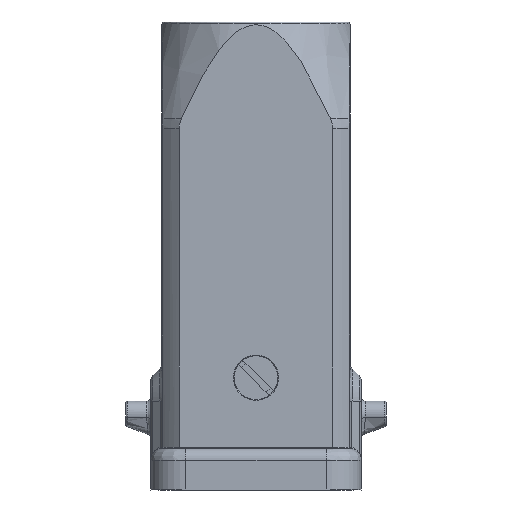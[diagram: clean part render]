
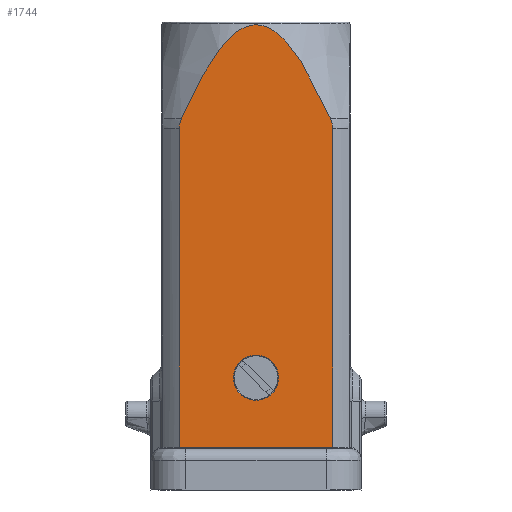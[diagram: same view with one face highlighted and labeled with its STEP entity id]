
A CAD part, left-side view. The second image highlights one B-rep face of the part: STEP entity #1744.
In plain terms, the highlighted planar face has unit normal (-1, 0, 0).
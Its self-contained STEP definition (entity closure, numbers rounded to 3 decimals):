
#1744=ADVANCED_FACE('',(#2079,#2080),#1929,.T.);
#1929=PLANE('',#8214);
#2079=FACE_BOUND('',#2359,.T.);
#2080=FACE_BOUND('',#2360,.T.);
#2359=EDGE_LOOP('',(#3685));
#2360=EDGE_LOOP('',(#3686,#3687,#3688,#3689,#3690,#3691));
#3685=ORIENTED_EDGE('',*,*,#5173,.T.);
#3686=ORIENTED_EDGE('',*,*,#5614,.T.);
#3687=ORIENTED_EDGE('',*,*,#5072,.T.);
#3688=ORIENTED_EDGE('',*,*,#5076,.T.);
#3689=ORIENTED_EDGE('',*,*,#5615,.T.);
#3690=ORIENTED_EDGE('',*,*,#5616,.T.);
#3691=ORIENTED_EDGE('',*,*,#5602,.T.);
#4477=VERTEX_POINT('',#10724);
#4478=VERTEX_POINT('',#10726);
#4480=VERTEX_POINT('',#10742);
#4553=VERTEX_POINT('',#12195);
#4810=VERTEX_POINT('',#16902);
#4811=VERTEX_POINT('',#16907);
#4816=VERTEX_POINT('',#17142);
#5072=EDGE_CURVE('',#4478,#4477,#6781,.T.);
#5076=EDGE_CURVE('',#4477,#4480,#5906,.T.);
#5173=EDGE_CURVE('',#4553,#4553,#6187,.T.);
#5602=EDGE_CURVE('',#4811,#4810,#6124,.T.);
#5614=EDGE_CURVE('',#4810,#4478,#6903,.T.);
#5615=EDGE_CURVE('',#4480,#4816,#6131,.T.);
#5616=EDGE_CURVE('',#4816,#4811,#6132,.T.);
#5906=B_SPLINE_CURVE_WITH_KNOTS('',3,(#10743,#10744,#10745,#10746),
 .UNSPECIFIED.,.F.,.F.,(4,4),(0.,1.),.UNSPECIFIED.);
#6124=B_SPLINE_CURVE_WITH_KNOTS('',3,(#16903,#16904,#16905,#16906),
 .UNSPECIFIED.,.F.,.F.,(4,4),(0.,1.),.UNSPECIFIED.);
#6131=B_SPLINE_CURVE_WITH_KNOTS('',3,(#17092,#17093,#17094,#17095,#17096,
#17097,#17098,#17099,#17100,#17101,#17102,#17103,#17104,#17105,#17106,#17107,
#17108,#17109,#17110,#17111,#17112,#17113,#17114,#17115,#17116,#17117,#17118,
#17119,#17120,#17121,#17122,#17123,#17124,#17125,#17126,#17127,#17128,#17129,
#17130,#17131,#17132,#17133,#17134,#17135,#17136,#17137,#17138,#17139,#17140,
#17141),.UNSPECIFIED.,.F.,.F.,(4,1,1,1,1,1,2,2,1,1,1,1,2,2,1,1,2,2,2,2,
1,2,2,1,1,1,2,2,1,1,1,2,2,4),(0.,0.125,0.187,0.219,
0.234,0.242,0.246,0.25,
0.312,0.344,0.359,0.367,
0.371,0.375,0.437,0.469,
0.484,0.5,0.562,0.594,
0.609,0.617,0.625,0.656,
0.672,0.68,0.684,0.688,
0.719,0.734,0.742,0.746,
0.75,1.),.UNSPECIFIED.);
#6132=B_SPLINE_CURVE_WITH_KNOTS('',3,(#17143,#17144,#17145,#17146),
 .UNSPECIFIED.,.F.,.F.,(4,4),(0.,1.),.UNSPECIFIED.);
#6187=CIRCLE('',#7985,2.9);
#6781=LINE('',#10725,#7251);
#6903=LINE('',#17090,#7373);
#7251=VECTOR('',#8599,1.);
#7373=VECTOR('',#9229,1.);
#7985=AXIS2_PLACEMENT_3D('',#12194,#8665,#8666);
#8214=AXIS2_PLACEMENT_3D('',#17147,#9232,#9233);
#8599=DIRECTION('',(0.,0.,1.));
#8665=DIRECTION('',(1.,0.,0.));
#8666=DIRECTION('',(0.,0.,1.));
#9229=DIRECTION('',(0.,-1.,0.));
#9232=DIRECTION('',(-1.,0.,0.));
#9233=DIRECTION('',(0.,-1.,0.));
#10724=CARTESIAN_POINT('',(-12.1,-9.846,44.17));
#10725=CARTESIAN_POINT('',(-12.1,-9.846,3.35));
#10726=CARTESIAN_POINT('',(-12.1,-9.846,3.35));
#10742=CARTESIAN_POINT('',(-12.1,-9.557,45.505));
#10743=CARTESIAN_POINT('',(-12.1,-9.846,44.17));
#10744=CARTESIAN_POINT('',(-12.1,-9.845,44.599));
#10745=CARTESIAN_POINT('',(-12.1,-9.725,45.125));
#10746=CARTESIAN_POINT('',(-12.1,-9.556,45.505));
#12194=CARTESIAN_POINT('',(-12.1,0.,12.25));
#12195=CARTESIAN_POINT('',(-12.1,0.,15.15));
#16902=CARTESIAN_POINT('',(-12.1,9.846,3.35));
#16903=CARTESIAN_POINT('',(-12.1,9.846,44.17));
#16904=CARTESIAN_POINT('',(-12.1,9.846,30.563));
#16905=CARTESIAN_POINT('',(-12.1,9.846,16.957));
#16906=CARTESIAN_POINT('',(-12.1,9.846,3.35));
#16907=CARTESIAN_POINT('',(-12.1,9.846,44.17));
#17090=CARTESIAN_POINT('',(-12.1,9.846,3.35));
#17092=CARTESIAN_POINT('',(-12.1,-9.557,45.505));
#17093=CARTESIAN_POINT('',(-12.1,-8.856,47.076));
#17094=CARTESIAN_POINT('',(-12.1,-7.837,49.193));
#17095=CARTESIAN_POINT('',(-12.1,-6.704,51.246));
#17096=CARTESIAN_POINT('',(-12.1,-6.152,52.168));
#17097=CARTESIAN_POINT('',(-12.1,-5.879,52.602));
#17098=CARTESIAN_POINT('',(-12.1,-5.744,52.813));
#17099=CARTESIAN_POINT('',(-12.1,-5.686,52.902));
#17100=CARTESIAN_POINT('',(-12.1,-5.648,52.961));
#17101=CARTESIAN_POINT('',(-12.1,-5.636,52.979));
#17102=CARTESIAN_POINT('',(-12.1,-5.176,53.677));
#17103=CARTESIAN_POINT('',(-12.1,-4.539,54.552));
#17104=CARTESIAN_POINT('',(-12.1,-3.814,55.378));
#17105=CARTESIAN_POINT('',(-12.1,-3.457,55.743));
#17106=CARTESIAN_POINT('',(-12.1,-3.28,55.913));
#17107=CARTESIAN_POINT('',(-12.1,-3.204,55.984));
#17108=CARTESIAN_POINT('',(-12.1,-3.154,56.03));
#17109=CARTESIAN_POINT('',(-12.1,-3.138,56.044));
#17110=CARTESIAN_POINT('',(-12.1,-2.552,56.57));
#17111=CARTESIAN_POINT('',(-12.1,-1.731,57.117));
#17112=CARTESIAN_POINT('',(-12.1,-0.781,57.414));
#17113=CARTESIAN_POINT('',(-12.1,-0.375,57.469));
#17114=CARTESIAN_POINT('',(-12.1,-0.106,57.488));
#17115=CARTESIAN_POINT('',(-12.1,0.009,57.491));
#17116=CARTESIAN_POINT('',(-12.1,0.78,57.455));
#17117=CARTESIAN_POINT('',(-12.1,1.403,57.251));
#17118=CARTESIAN_POINT('',(-12.1,2.349,56.685));
#17119=CARTESIAN_POINT('',(-12.1,2.622,56.483));
#17120=CARTESIAN_POINT('',(-12.1,3.043,56.129));
#17121=CARTESIAN_POINT('',(-12.1,3.255,55.94));
#17122=CARTESIAN_POINT('',(-12.1,3.467,55.731));
#17123=CARTESIAN_POINT('',(-12.1,3.609,55.588));
#17124=CARTESIAN_POINT('',(-12.1,3.692,55.501));
#17125=CARTESIAN_POINT('',(-12.1,3.985,55.19));
#17126=CARTESIAN_POINT('',(-12.1,4.338,54.782));
#17127=CARTESIAN_POINT('',(-12.1,4.753,54.246));
#17128=CARTESIAN_POINT('',(-12.1,4.962,53.963));
#17129=CARTESIAN_POINT('',(-12.1,5.052,53.838));
#17130=CARTESIAN_POINT('',(-12.1,5.112,53.754));
#17131=CARTESIAN_POINT('',(-12.1,5.15,53.7));
#17132=CARTESIAN_POINT('',(-12.1,5.342,53.427));
#17133=CARTESIAN_POINT('',(-12.1,5.604,53.039));
#17134=CARTESIAN_POINT('',(-12.1,5.918,52.544));
#17135=CARTESIAN_POINT('',(-12.1,6.078,52.286));
#17136=CARTESIAN_POINT('',(-12.1,6.147,52.174));
#17137=CARTESIAN_POINT('',(-12.1,6.193,52.098));
#17138=CARTESIAN_POINT('',(-12.1,6.223,52.048));
#17139=CARTESIAN_POINT('',(-12.1,7.276,50.307));
#17140=CARTESIAN_POINT('',(-12.1,8.382,48.134));
#17141=CARTESIAN_POINT('',(-12.1,9.556,45.504));
#17142=CARTESIAN_POINT('',(-12.1,9.556,45.504));
#17143=CARTESIAN_POINT('',(-12.1,9.556,45.504));
#17144=CARTESIAN_POINT('',(-12.1,9.732,45.109));
#17145=CARTESIAN_POINT('',(-12.1,9.829,44.664));
#17146=CARTESIAN_POINT('',(-12.1,9.846,44.17));
#17147=CARTESIAN_POINT('',(-12.1,11.889,-2.15));
